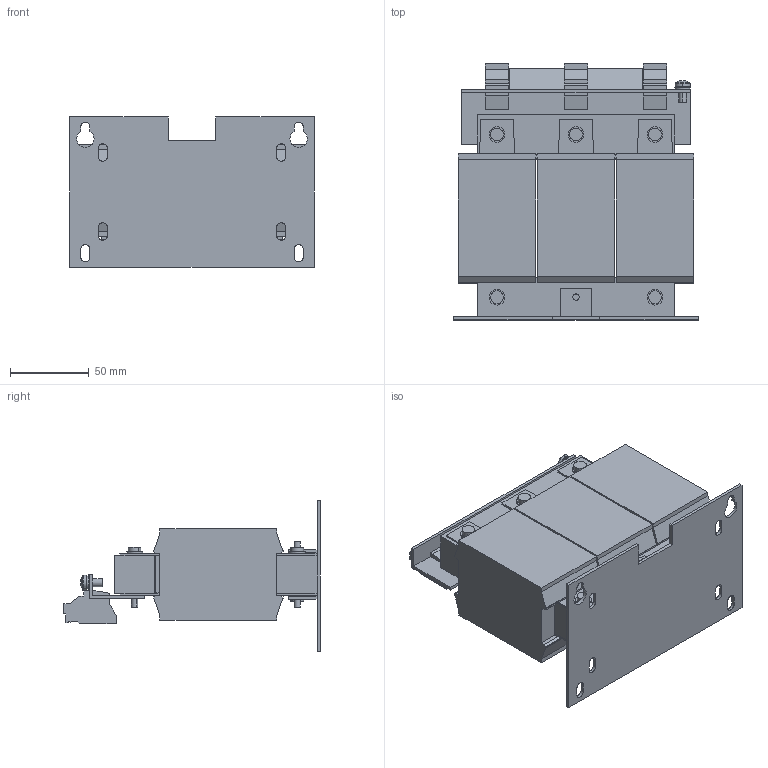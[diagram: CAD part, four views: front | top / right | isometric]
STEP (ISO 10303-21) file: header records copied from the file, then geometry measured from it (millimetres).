
FILE_DESCRIPTION (( 'STEP AP214' ), '1' );
FILE_NAME ('379876.STEP', '2021-09-14T09:29:33', ( '' ), ( '' ), 'SwSTEP 2.0', 'SolidWorks 2018', '' );
FILE_SCHEMA (( 'AUTOMOTIVE_DESIGN' ));
Length unit declared in the file: millimetre
Products named in the file (1): 379876
Bounding box: 155 x 162.32 x 95 mm (x, y, z)
Volume: 892086.3 mm3; surface area: 138261 mm2
Topology: 1 solids, 1 shells, 770 faces, 2043 edges, 1327 vertices
Faces by surface type: plane 600, cylinder 157, cone 6, torus 5, sphere 2
Entity records: 23719 total; most frequent: CARTESIAN_POINT 4187, ORIENTED_EDGE 4082, DIRECTION 3933, EDGE_CURVE 2041, VECTOR 1659, LINE 1659, VERTEX_POINT 1327, AXIS2_PLACEMENT_3D 1137
